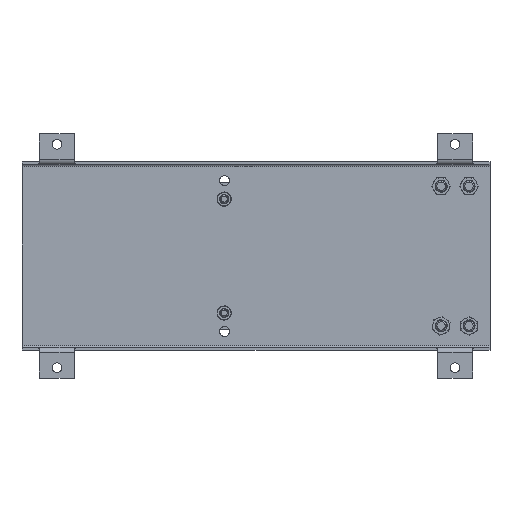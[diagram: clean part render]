
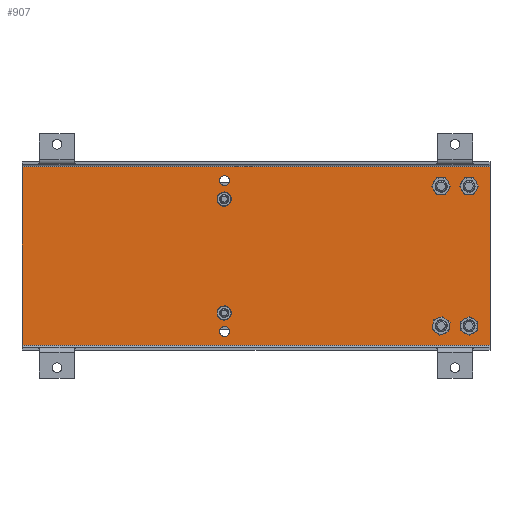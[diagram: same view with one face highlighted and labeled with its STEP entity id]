
A CAD part, top view. The second image highlights one B-rep face of the part: STEP entity #907.
In plain terms, the highlighted planar face has unit normal (0, 0, 1).
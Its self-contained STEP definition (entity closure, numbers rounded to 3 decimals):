
#907 = ADVANCED_FACE( '', ( #1881, #1882, #1883, #1884, #1885, #1886, #1887 ), #1888, .T. );
#1881 = FACE_BOUND( '', #3143, .T. );
#1882 = FACE_BOUND( '', #3144, .T. );
#1883 = FACE_BOUND( '', #3145, .T. );
#1884 = FACE_BOUND( '', #3146, .T. );
#1885 = FACE_BOUND( '', #3147, .T. );
#1886 = FACE_BOUND( '', #3148, .T. );
#1887 = FACE_OUTER_BOUND( '', #3149, .T. );
#1888 = PLANE( '', #3150 );
#3143 = EDGE_LOOP( '', ( #4901 ) );
#3144 = EDGE_LOOP( '', ( #4902 ) );
#3145 = EDGE_LOOP( '', ( #4903 ) );
#3146 = EDGE_LOOP( '', ( #4904 ) );
#3147 = EDGE_LOOP( '', ( #4905 ) );
#3148 = EDGE_LOOP( '', ( #4906 ) );
#3149 = EDGE_LOOP( '', ( #4907, #4908, #4909, #4910 ) );
#3150 = AXIS2_PLACEMENT_3D( '', #4911, #4912, #4913 );
#4901 = ORIENTED_EDGE( '', *, *, #8097, .F. );
#4902 = ORIENTED_EDGE( '', *, *, #8098, .F. );
#4903 = ORIENTED_EDGE( '', *, *, #8099, .F. );
#4904 = ORIENTED_EDGE( '', *, *, #7968, .F. );
#4905 = ORIENTED_EDGE( '', *, *, #8100, .F. );
#4906 = ORIENTED_EDGE( '', *, *, #7797, .F. );
#4907 = ORIENTED_EDGE( '', *, *, #8101, .F. );
#4908 = ORIENTED_EDGE( '', *, *, #8006, .T. );
#4909 = ORIENTED_EDGE( '', *, *, #8102, .F. );
#4910 = ORIENTED_EDGE( '', *, *, #7805, .T. );
#4911 = CARTESIAN_POINT( '', ( -335., -135., 4. ) );
#4912 = DIRECTION( '', ( 0., 0., 1. ) );
#4913 = DIRECTION( '', ( 1., 0., 0. ) );
#7797 = EDGE_CURVE( '', #9271, #9271, #9272, .T. );
#7805 = EDGE_CURVE( '', #9287, #9285, #9288, .T. );
#7968 = EDGE_CURVE( '', #9568, #9568, #9569, .T. );
#8006 = EDGE_CURVE( '', #9636, #9637, #9638, .T. );
#8097 = EDGE_CURVE( '', #9784, #9784, #9785, .T. );
#8098 = EDGE_CURVE( '', #9786, #9786, #9787, .T. );
#8099 = EDGE_CURVE( '', #9788, #9788, #9789, .T. );
#8100 = EDGE_CURVE( '', #9790, #9790, #9791, .T. );
#8101 = EDGE_CURVE( '', #9636, #9285, #9792, .T. );
#8102 = EDGE_CURVE( '', #9287, #9637, #9793, .T. );
#9271 = VERTEX_POINT( '', #11413 );
#9272 = CIRCLE( '', #11414, 7. );
#9285 = VERTEX_POINT( '', #11431 );
#9287 = VERTEX_POINT( '', #11433 );
#9288 = LINE( '', #11434, #11435 );
#9568 = VERTEX_POINT( '', #11963 );
#9569 = CIRCLE( '', #11964, 9. );
#9636 = VERTEX_POINT( '', #12216 );
#9637 = VERTEX_POINT( '', #12217 );
#9638 = LINE( '', #12218, #12219 );
#9784 = VERTEX_POINT( '', #12613 );
#9785 = CIRCLE( '', #12614, 9. );
#9786 = VERTEX_POINT( '', #12615 );
#9787 = CIRCLE( '', #12616, 9. );
#9788 = VERTEX_POINT( '', #12617 );
#9789 = CIRCLE( '', #12618, 9. );
#9790 = VERTEX_POINT( '', #12619 );
#9791 = CIRCLE( '', #12620, 7. );
#9792 = LINE( '', #12621, #12622 );
#9793 = LINE( '', #12623, #12624 );
#11413 = CARTESIAN_POINT( '', ( -38., 108., 4. ) );
#11414 = AXIS2_PLACEMENT_3D( '', #14959, #14960, #14961 );
#11431 = CARTESIAN_POINT( '', ( 335., 128., 4. ) );
#11433 = CARTESIAN_POINT( '', ( 335., -128., 4. ) );
#11434 = CARTESIAN_POINT( '', ( 335., -135., 4. ) );
#11435 = VECTOR( '', #14972, 1000. );
#11963 = CARTESIAN_POINT( '', ( 314., 100., 4. ) );
#11964 = AXIS2_PLACEMENT_3D( '', #15173, #15174, #15175 );
#12216 = CARTESIAN_POINT( '', ( -335., 128., 4. ) );
#12217 = CARTESIAN_POINT( '', ( -335., -128., 4. ) );
#12218 = CARTESIAN_POINT( '', ( -335., 135., 4. ) );
#12219 = VECTOR( '', #15207, 1000. );
#12613 = CARTESIAN_POINT( '', ( 274., 100., 4. ) );
#12614 = AXIS2_PLACEMENT_3D( '', #15328, #15329, #15330 );
#12615 = CARTESIAN_POINT( '', ( 274., -100., 4. ) );
#12616 = AXIS2_PLACEMENT_3D( '', #15331, #15332, #15333 );
#12617 = CARTESIAN_POINT( '', ( 314., -100., 4. ) );
#12618 = AXIS2_PLACEMENT_3D( '', #15334, #15335, #15336 );
#12619 = CARTESIAN_POINT( '', ( -38., -108., 4. ) );
#12620 = AXIS2_PLACEMENT_3D( '', #15337, #15338, #15339 );
#12621 = CARTESIAN_POINT( '', ( -335., 128., 4. ) );
#12622 = VECTOR( '', #15340, 1000. );
#12623 = CARTESIAN_POINT( '', ( 335., -128., 4. ) );
#12624 = VECTOR( '', #15341, 1000. );
#14959 = CARTESIAN_POINT( '', ( -45., 108., 4. ) );
#14960 = DIRECTION( '', ( 0., 0., 1. ) );
#14961 = DIRECTION( '', ( 1., 0., 0. ) );
#14972 = DIRECTION( '', ( 0., 1., 0. ) );
#15173 = CARTESIAN_POINT( '', ( 305., 100., 4. ) );
#15174 = DIRECTION( '', ( 0., 0., 1. ) );
#15175 = DIRECTION( '', ( 1., 0., 0. ) );
#15207 = DIRECTION( '', ( 0., -1., 0. ) );
#15328 = CARTESIAN_POINT( '', ( 265., 100., 4. ) );
#15329 = DIRECTION( '', ( 0., 0., 1. ) );
#15330 = DIRECTION( '', ( 1., 0., 0. ) );
#15331 = CARTESIAN_POINT( '', ( 265., -100., 4. ) );
#15332 = DIRECTION( '', ( 0., 0., 1. ) );
#15333 = DIRECTION( '', ( 1., 0., 0. ) );
#15334 = CARTESIAN_POINT( '', ( 305., -100., 4. ) );
#15335 = DIRECTION( '', ( 0., 0., 1. ) );
#15336 = DIRECTION( '', ( 1., 0., 0. ) );
#15337 = CARTESIAN_POINT( '', ( -45., -108., 4. ) );
#15338 = DIRECTION( '', ( 0., 0., 1. ) );
#15339 = DIRECTION( '', ( 1., 0., 0. ) );
#15340 = DIRECTION( '', ( 1., 0., 0. ) );
#15341 = DIRECTION( '', ( -1., 0., 0. ) );
